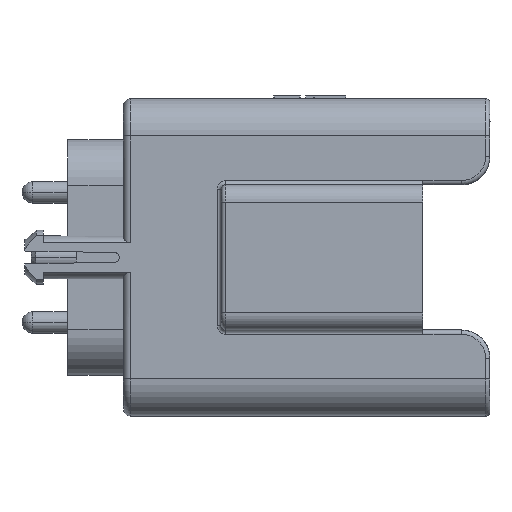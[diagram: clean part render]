
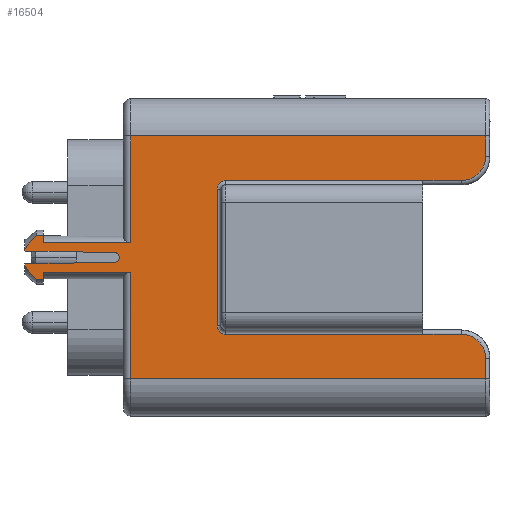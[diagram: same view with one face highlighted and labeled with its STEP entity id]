
A CAD part, left-side view. The second image highlights one B-rep face of the part: STEP entity #16504.
In plain terms, the highlighted planar face has unit normal (-1, 0, 0).
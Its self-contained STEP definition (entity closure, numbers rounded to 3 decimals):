
#968=DIRECTION('',(0.,-1.,0.));
#969=VECTOR('',#968,6.1);
#970=CARTESIAN_POINT('',(-17.125,31.25,1.02));
#971=LINE('',#970,#969);
#981=DIRECTION('',(0.,1.,0.));
#982=VECTOR('',#981,24.85);
#983=CARTESIAN_POINT('',(-17.125,0.3,-8.5));
#984=LINE('',#983,#982);
#985=DIRECTION('',(0.,0.,1.));
#986=VECTOR('',#985,7.48);
#987=CARTESIAN_POINT('',(-17.125,25.15,-8.5));
#988=LINE('',#987,#986);
#989=DIRECTION('',(0.,1.,-0.017));
#990=VECTOR('',#989,6.266);
#991=CARTESIAN_POINT('',(-17.125,26.285,-0.341));
#992=LINE('',#991,#990);
#993=CARTESIAN_POINT('',(-17.125,26.291,0.));
#994=DIRECTION('',(1.,0.,0.));
#995=DIRECTION('',(0.,-0.017,1.));
#996=AXIS2_PLACEMENT_3D('',#993,#994,#995);
#998=DIRECTION('',(0.,-1.,-0.017));
#999=VECTOR('',#998,6.266);
#1000=CARTESIAN_POINT('',(-17.125,32.55,0.45));
#1001=LINE('',#1000,#999);
#1002=DIRECTION('',(0.,0.,1.));
#1003=VECTOR('',#1002,7.48);
#1004=CARTESIAN_POINT('',(-17.125,25.15,1.02));
#1005=LINE('',#1004,#1003);
#1006=DIRECTION('',(0.,0.,1.));
#1007=VECTOR('',#1006,1.425);
#1008=CARTESIAN_POINT('',(-17.125,0.3,7.075));
#1009=LINE('',#1008,#1007);
#1010=CARTESIAN_POINT('',(-17.125,2.,7.075));
#1011=DIRECTION('',(-1.,0.,0.));
#1012=DIRECTION('',(0.,0.,-1.));
#1013=AXIS2_PLACEMENT_3D('',#1010,#1011,#1012);
#1015=DIRECTION('',(0.,-1.,0.));
#1016=VECTOR('',#1015,2.7);
#1017=CARTESIAN_POINT('',(-17.125,4.7,5.375));
#1018=LINE('',#1017,#1016);
#1019=DIRECTION('',(0.,1.,0.));
#1020=VECTOR('',#1019,13.8);
#1021=CARTESIAN_POINT('',(-17.125,4.7,5.375));
#1022=LINE('',#1021,#1020);
#1023=CARTESIAN_POINT('',(-17.125,18.5,4.775));
#1024=DIRECTION('',(-1.,0.,0.));
#1025=DIRECTION('',(0.,0.,1.));
#1026=AXIS2_PLACEMENT_3D('',#1023,#1024,#1025);
#1028=DIRECTION('',(0.,0.,-1.));
#1029=VECTOR('',#1028,9.55);
#1030=CARTESIAN_POINT('',(-17.125,19.1,4.775));
#1031=LINE('',#1030,#1029);
#1032=CARTESIAN_POINT('',(-17.125,18.5,-4.775));
#1033=DIRECTION('',(-1.,0.,0.));
#1034=DIRECTION('',(0.,1.,0.));
#1035=AXIS2_PLACEMENT_3D('',#1032,#1033,#1034);
#1037=DIRECTION('',(0.,-1.,0.));
#1038=VECTOR('',#1037,13.8);
#1039=CARTESIAN_POINT('',(-17.125,18.5,-5.375));
#1040=LINE('',#1039,#1038);
#1041=DIRECTION('',(0.,1.,0.));
#1042=VECTOR('',#1041,2.7);
#1043=CARTESIAN_POINT('',(-17.125,2.,-5.375));
#1044=LINE('',#1043,#1042);
#1045=CARTESIAN_POINT('',(-17.125,2.,-7.075));
#1046=DIRECTION('',(-1.,0.,0.));
#1047=DIRECTION('',(0.,-1.,0.));
#1048=AXIS2_PLACEMENT_3D('',#1045,#1046,#1047);
#1050=DIRECTION('',(0.,0.,1.));
#1051=VECTOR('',#1050,1.425);
#1052=CARTESIAN_POINT('',(-17.125,0.3,-8.5));
#1053=LINE('',#1052,#1051);
#6611=DIRECTION('',(0.,-1.,0.));
#6612=VECTOR('',#6611,6.1);
#6613=CARTESIAN_POINT('',(-17.125,31.25,-1.02));
#6614=LINE('',#6613,#6612);
#6657=DIRECTION('',(0.,0.,1.));
#6658=VECTOR('',#6657,0.097);
#6659=CARTESIAN_POINT('',(-17.125,32.55,0.45));
#6660=LINE('',#6659,#6658);
#6665=DIRECTION('',(0.,0.,1.));
#6666=VECTOR('',#6665,0.097);
#6667=CARTESIAN_POINT('',(-17.125,32.55,-0.547));
#6668=LINE('',#6667,#6666);
#6673=CARTESIAN_POINT('',(-17.125,31.75,1.549));
#6674=CARTESIAN_POINT('',(-17.125,31.84,1.456));
#6675=CARTESIAN_POINT('',(-17.125,32.01,1.276));
#6676=CARTESIAN_POINT('',(-17.125,32.231,1.02));
#6677=CARTESIAN_POINT('',(-17.125,32.414,0.778));
#6678=CARTESIAN_POINT('',(-17.125,32.51,0.623));
#6679=CARTESIAN_POINT('',(-17.125,32.55,0.547));
#6694=DIRECTION('',(0.,-1.,0.));
#6695=VECTOR('',#6694,0.5);
#6696=CARTESIAN_POINT('',(-17.125,31.75,1.549));
#6697=LINE('',#6696,#6695);
#6707=DIRECTION('',(0.,0.,1.));
#6708=VECTOR('',#6707,0.529);
#6709=CARTESIAN_POINT('',(-17.125,31.25,-1.549));
#6710=LINE('',#6709,#6708);
#6720=DIRECTION('',(0.,0.,1.));
#6721=VECTOR('',#6720,0.529);
#6722=CARTESIAN_POINT('',(-17.125,31.25,1.02));
#6723=LINE('',#6722,#6721);
#6733=DIRECTION('',(0.,-1.,0.));
#6734=VECTOR('',#6733,0.5);
#6735=CARTESIAN_POINT('',(-17.125,31.75,-1.549));
#6736=LINE('',#6735,#6734);
#6746=CARTESIAN_POINT('',(-17.125,32.55,-0.547));
#6747=CARTESIAN_POINT('',(-17.125,32.51,-0.623));
#6748=CARTESIAN_POINT('',(-17.125,32.414,-0.778));
#6749=CARTESIAN_POINT('',(-17.125,32.231,-1.02));
#6750=CARTESIAN_POINT('',(-17.125,32.01,-1.276));
#6751=CARTESIAN_POINT('',(-17.125,31.84,-1.456));
#6752=CARTESIAN_POINT('',(-17.125,31.75,-1.549));
#11154=DIRECTION('',(0.,1.,0.));
#11155=VECTOR('',#11154,24.85);
#11156=CARTESIAN_POINT('',(-17.125,0.3,8.5));
#11157=LINE('',#11156,#11155);
#12871=CARTESIAN_POINT('',(-17.125,25.15,8.5));
#12872=VERTEX_POINT('',#12871);
#12878=CARTESIAN_POINT('',(-17.125,25.15,-8.5));
#12880=VERTEX_POINT('',#12878);
#13323=CARTESIAN_POINT('',(-17.125,26.285,0.341));
#13325=VERTEX_POINT('',#13323);
#13327=CARTESIAN_POINT('',(-17.125,26.285,-0.341));
#13329=VERTEX_POINT('',#13327);
#13335=VERTEX_POINT('',#6746);
#13336=VERTEX_POINT('',#6752);
#13339=CARTESIAN_POINT('',(-17.125,31.25,-1.549));
#13340=VERTEX_POINT('',#13339);
#13343=CARTESIAN_POINT('',(-17.125,31.25,-1.02));
#13344=VERTEX_POINT('',#13343);
#13345=CARTESIAN_POINT('',(-17.125,31.25,1.02));
#13346=CARTESIAN_POINT('',(-17.125,31.25,1.549));
#13347=VERTEX_POINT('',#13345);
#13348=VERTEX_POINT('',#13346);
#13355=VERTEX_POINT('',#6673);
#13356=VERTEX_POINT('',#6679);
#13359=CARTESIAN_POINT('',(-17.125,25.15,-1.02));
#13360=VERTEX_POINT('',#13359);
#13361=CARTESIAN_POINT('',(-17.125,25.15,1.02));
#13362=VERTEX_POINT('',#13361);
#13363=CARTESIAN_POINT('',(-17.125,32.55,0.45));
#13364=VERTEX_POINT('',#13363);
#13365=CARTESIAN_POINT('',(-17.125,32.55,-0.45));
#13366=VERTEX_POINT('',#13365);
#14269=CARTESIAN_POINT('',(-17.125,19.1,-4.775));
#14270=CARTESIAN_POINT('',(-17.125,18.5,-5.375));
#14271=VERTEX_POINT('',#14269);
#14272=VERTEX_POINT('',#14270);
#14275=CARTESIAN_POINT('',(-17.125,19.1,4.775));
#14276=VERTEX_POINT('',#14275);
#14279=CARTESIAN_POINT('',(-17.125,18.5,5.375));
#14280=VERTEX_POINT('',#14279);
#14323=CARTESIAN_POINT('',(-17.125,0.3,-8.5));
#14324=VERTEX_POINT('',#14323);
#14325=CARTESIAN_POINT('',(-17.125,0.3,8.5));
#14326=VERTEX_POINT('',#14325);
#14577=CARTESIAN_POINT('',(-17.125,2.,-5.375));
#14578=CARTESIAN_POINT('',(-17.125,4.7,-5.375));
#14579=VERTEX_POINT('',#14577);
#14580=VERTEX_POINT('',#14578);
#14581=CARTESIAN_POINT('',(-17.125,0.3,-7.075));
#14582=VERTEX_POINT('',#14581);
#14583=CARTESIAN_POINT('',(-17.125,0.3,7.075));
#14584=VERTEX_POINT('',#14583);
#14611=CARTESIAN_POINT('',(-17.125,2.,5.375));
#14612=VERTEX_POINT('',#14611);
#14613=CARTESIAN_POINT('',(-17.125,4.7,5.375));
#14614=VERTEX_POINT('',#14613);
#16442=CARTESIAN_POINT('',(-17.125,0.,-11.1));
#16443=DIRECTION('',(-1.,0.,0.));
#16444=DIRECTION('',(0.,0.,1.));
#16445=AXIS2_PLACEMENT_3D('',#16442,#16443,#16444);
#16446=PLANE('',#16445);
#16448=ORIENTED_EDGE('',*,*,#16447,.T.);
#16450=ORIENTED_EDGE('',*,*,#16449,.T.);
#16452=ORIENTED_EDGE('',*,*,#16451,.F.);
#16454=ORIENTED_EDGE('',*,*,#16453,.F.);
#16456=ORIENTED_EDGE('',*,*,#16455,.F.);
#16458=ORIENTED_EDGE('',*,*,#16457,.F.);
#16460=ORIENTED_EDGE('',*,*,#16459,.T.);
#16462=ORIENTED_EDGE('',*,*,#16461,.F.);
#16464=ORIENTED_EDGE('',*,*,#16463,.F.);
#16466=ORIENTED_EDGE('',*,*,#16465,.F.);
#16468=ORIENTED_EDGE('',*,*,#16467,.T.);
#16470=ORIENTED_EDGE('',*,*,#16469,.F.);
#16472=ORIENTED_EDGE('',*,*,#16471,.T.);
#16474=ORIENTED_EDGE('',*,*,#16473,.F.);
#16475=ORIENTED_EDGE('',*,*,#16430,.T.);
#16477=ORIENTED_EDGE('',*,*,#16476,.T.);
#16479=ORIENTED_EDGE('',*,*,#16478,.F.);
#16481=ORIENTED_EDGE('',*,*,#16480,.F.);
#16483=ORIENTED_EDGE('',*,*,#16482,.F.);
#16485=ORIENTED_EDGE('',*,*,#16484,.F.);
#16487=ORIENTED_EDGE('',*,*,#16486,.T.);
#16489=ORIENTED_EDGE('',*,*,#16488,.T.);
#16491=ORIENTED_EDGE('',*,*,#16490,.T.);
#16493=ORIENTED_EDGE('',*,*,#16492,.T.);
#16495=ORIENTED_EDGE('',*,*,#16494,.T.);
#16497=ORIENTED_EDGE('',*,*,#16496,.F.);
#16499=ORIENTED_EDGE('',*,*,#16498,.F.);
#16501=ORIENTED_EDGE('',*,*,#16500,.F.);
#16502=EDGE_LOOP('',(#16448,#16450,#16452,#16454,#16456,#16458,#16460,#16462,
#16464,#16466,#16468,#16470,#16472,#16474,#16475,#16477,#16479,#16481,#16483,
#16485,#16487,#16489,#16491,#16493,#16495,#16497,#16499,#16501));
#16503=FACE_OUTER_BOUND('',#16502,.F.);
#16504=ADVANCED_FACE('',(#16503),#16446,.T.);
#997=CIRCLE('',#996,0.341);
#1014=CIRCLE('',#1013,1.7);
#1027=CIRCLE('',#1026,0.6);
#1036=CIRCLE('',#1035,0.6);
#1049=CIRCLE('',#1048,1.7);
#6680=B_SPLINE_CURVE_WITH_KNOTS('',3,(#6673,#6674,#6675,#6676,#6677,#6678,
#6679),.UNSPECIFIED.,.F.,.F.,(4,1,1,1,4),(0.,0.25,0.5,0.75,1.),
.UNSPECIFIED.);
#6753=B_SPLINE_CURVE_WITH_KNOTS('',3,(#6746,#6747,#6748,#6749,#6750,#6751,
#6752),.UNSPECIFIED.,.F.,.F.,(4,1,1,1,4),(0.,0.25,0.5,0.75,1.),
.UNSPECIFIED.);
#16430=EDGE_CURVE('',#13347,#13362,#971,.T.);
#16447=EDGE_CURVE('',#14324,#12880,#984,.T.);
#16449=EDGE_CURVE('',#12880,#13360,#988,.T.);
#16451=EDGE_CURVE('',#13344,#13360,#6614,.T.);
#16453=EDGE_CURVE('',#13340,#13344,#6710,.T.);
#16455=EDGE_CURVE('',#13336,#13340,#6736,.T.);
#16457=EDGE_CURVE('',#13335,#13336,#6753,.T.);
#16459=EDGE_CURVE('',#13335,#13366,#6668,.T.);
#16461=EDGE_CURVE('',#13329,#13366,#992,.T.);
#16463=EDGE_CURVE('',#13325,#13329,#997,.T.);
#16465=EDGE_CURVE('',#13364,#13325,#1001,.T.);
#16467=EDGE_CURVE('',#13364,#13356,#6660,.T.);
#16469=EDGE_CURVE('',#13355,#13356,#6680,.T.);
#16471=EDGE_CURVE('',#13355,#13348,#6697,.T.);
#16473=EDGE_CURVE('',#13347,#13348,#6723,.T.);
#16476=EDGE_CURVE('',#13362,#12872,#1005,.T.);
#16478=EDGE_CURVE('',#14326,#12872,#11157,.T.);
#16480=EDGE_CURVE('',#14584,#14326,#1009,.T.);
#16482=EDGE_CURVE('',#14612,#14584,#1014,.T.);
#16484=EDGE_CURVE('',#14614,#14612,#1018,.T.);
#16486=EDGE_CURVE('',#14614,#14280,#1022,.T.);
#16488=EDGE_CURVE('',#14280,#14276,#1027,.T.);
#16490=EDGE_CURVE('',#14276,#14271,#1031,.T.);
#16492=EDGE_CURVE('',#14271,#14272,#1036,.T.);
#16494=EDGE_CURVE('',#14272,#14580,#1040,.T.);
#16496=EDGE_CURVE('',#14579,#14580,#1044,.T.);
#16498=EDGE_CURVE('',#14582,#14579,#1049,.T.);
#16500=EDGE_CURVE('',#14324,#14582,#1053,.T.);
